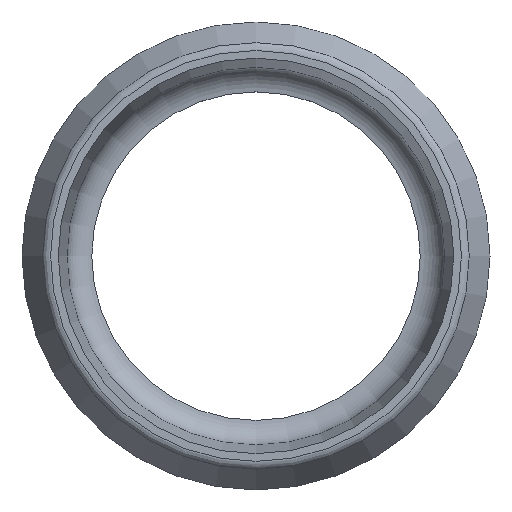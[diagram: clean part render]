
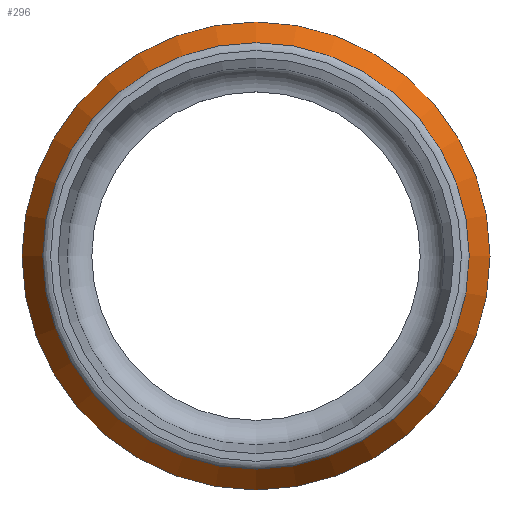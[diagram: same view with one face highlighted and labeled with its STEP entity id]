
A CAD part, top view. The second image highlights one B-rep face of the part: STEP entity #296.
In plain terms, the highlighted conical face has half-angle 30 degrees and reference radius 248.453 mm.
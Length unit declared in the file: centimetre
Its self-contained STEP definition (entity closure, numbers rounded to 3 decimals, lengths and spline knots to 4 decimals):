
#27=CONICAL_SURFACE('',#331,24.8453,0.524);
#43=FACE_OUTER_BOUND('',#65,.T.);
#65=EDGE_LOOP('',(#230,#231,#232,#233,#234));
#87=LINE('',#512,#99);
#99=VECTOR('',#408,24.8453);
#117=CIRCLE('',#328,23.6906);
#119=CIRCLE('',#330,23.6906);
#120=CIRCLE('',#332,26.);
#145=VERTEX_POINT('',#504);
#146=VERTEX_POINT('',#505);
#147=VERTEX_POINT('',#510);
#174=EDGE_CURVE('',#145,#146,#117,.T.);
#176=EDGE_CURVE('',#146,#145,#119,.T.);
#177=EDGE_CURVE('',#147,#147,#120,.T.);
#178=EDGE_CURVE('',#147,#146,#87,.T.);
#230=ORIENTED_EDGE('',*,*,#177,.F.);
#231=ORIENTED_EDGE('',*,*,#178,.T.);
#232=ORIENTED_EDGE('',*,*,#176,.T.);
#233=ORIENTED_EDGE('',*,*,#174,.T.);
#234=ORIENTED_EDGE('',*,*,#178,.F.);
#296=ADVANCED_FACE('',(#43),#27,.T.);
#328=AXIS2_PLACEMENT_3D('',#506,#398,#399);
#330=AXIS2_PLACEMENT_3D('',#508,#402,#403);
#331=AXIS2_PLACEMENT_3D('',#509,#404,#405);
#332=AXIS2_PLACEMENT_3D('',#511,#406,#407);
#398=DIRECTION('center_axis',(0.,0.,-1.));
#399=DIRECTION('ref_axis',(1.,0.,0.));
#402=DIRECTION('center_axis',(0.,0.,-1.));
#403=DIRECTION('ref_axis',(1.,0.,0.));
#404=DIRECTION('center_axis',(0.,0.,-1.));
#405=DIRECTION('ref_axis',(-1.,0.,0.));
#406=DIRECTION('center_axis',(0.,0.,-1.));
#407=DIRECTION('ref_axis',(1.,0.,0.));
#408=DIRECTION('',(-0.5,0.,0.866));
#504=CARTESIAN_POINT('',(0.,-23.6906,15.));
#505=CARTESIAN_POINT('',(23.6906,0.,15.));
#506=CARTESIAN_POINT('Origin',(0.,0.,15.));
#508=CARTESIAN_POINT('Origin',(0.,0.,15.));
#509=CARTESIAN_POINT('Origin',(0.,0.,13.));
#510=CARTESIAN_POINT('',(26.,0.,11.));
#511=CARTESIAN_POINT('Origin',(0.,0.,11.));
#512=CARTESIAN_POINT('',(24.8453,0.,13.));
